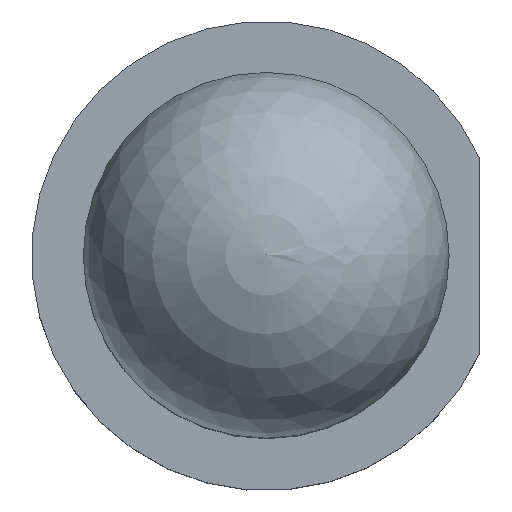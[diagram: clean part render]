
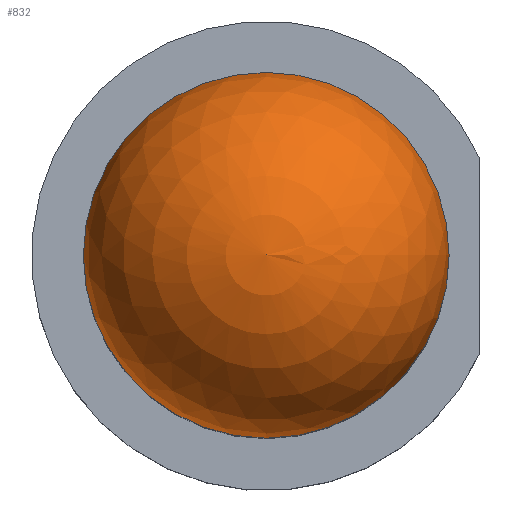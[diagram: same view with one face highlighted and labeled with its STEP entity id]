
A CAD part, top view. The second image highlights one B-rep face of the part: STEP entity #832.
In plain terms, the highlighted spherical face has radius 1.5 mm.
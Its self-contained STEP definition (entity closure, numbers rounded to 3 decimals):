
#20=SPHERICAL_SURFACE('',#877,1.5);
#178=ORIENTED_EDGE('',*,*,#334,.F.);
#334=EDGE_CURVE('',#414,#414,#468,.T.);
#414=VERTEX_POINT('',#1103);
#468=CIRCLE('',#876,1.5);
#486=EDGE_LOOP('',(#178));
#526=FACE_BOUND('',#486,.T.);
#832=ADVANCED_FACE('',(#526),#20,.T.);
#876=AXIS2_PLACEMENT_3D('',#1102,#940,#941);
#877=AXIS2_PLACEMENT_3D('',#1104,#942,#943);
#940=DIRECTION('',(0.,0.,-1.));
#941=DIRECTION('',(-1.,0.,0.));
#942=DIRECTION('',(0.,0.,1.));
#943=DIRECTION('',(1.,0.,0.));
#1102=CARTESIAN_POINT('',(0.,0.,3.8));
#1103=CARTESIAN_POINT('',(-1.5,0.,3.8));
#1104=CARTESIAN_POINT('',(0.,0.,3.8));
